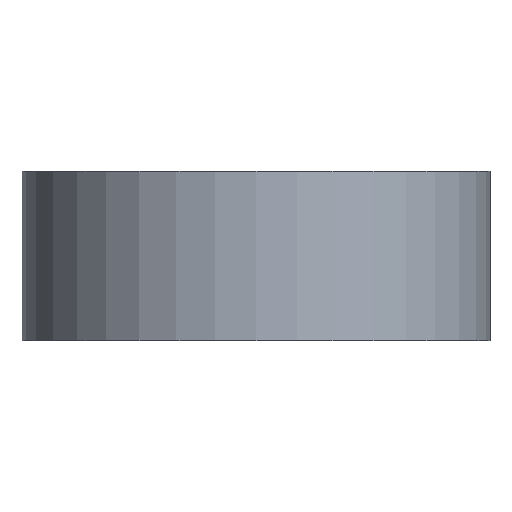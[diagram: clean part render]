
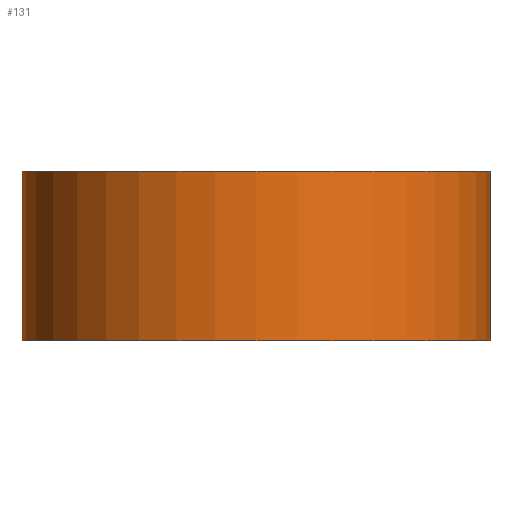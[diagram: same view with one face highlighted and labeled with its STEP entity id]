
A CAD part, front view. The second image highlights one B-rep face of the part: STEP entity #131.
In plain terms, the highlighted cylindrical face has radius 8.75 mm (diameter 17.501 mm), a partial arc.
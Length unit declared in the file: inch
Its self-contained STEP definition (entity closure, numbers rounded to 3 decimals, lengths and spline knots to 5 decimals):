
#2 = CARTESIAN_POINT ( 'NONE',  ( 0.3445, 0., 0.125 ) ) ;
#3 = DIRECTION ( 'NONE',  ( 0., 0., -1. ) ) ;
#15 = EDGE_CURVE ( 'NONE', #162, #219, #97, .T. ) ;
#16 = AXIS2_PLACEMENT_3D ( 'NONE', #96, #117, #100 ) ;
#21 = CARTESIAN_POINT ( 'NONE',  ( -0.3445, 0., 0.125 ) ) ;
#25 = VECTOR ( 'NONE', #74, 39.37008 ) ;
#32 = EDGE_CURVE ( 'NONE', #221, #219, #195, .T. ) ;
#35 = ORIENTED_EDGE ( 'NONE', *, *, #185, .F. ) ;
#37 = AXIS2_PLACEMENT_3D ( 'NONE', #71, #109, #191 ) ;
#39 = ORIENTED_EDGE ( 'NONE', *, *, #215, .T. ) ;
#43 = CARTESIAN_POINT ( 'NONE',  ( -0.3445, 0., 0.125 ) ) ;
#71 = CARTESIAN_POINT ( 'NONE',  ( 0., 0., 0.125 ) ) ;
#74 = DIRECTION ( 'NONE',  ( 0., 0., -1. ) ) ;
#92 = FACE_OUTER_BOUND ( 'NONE', #170, .T. ) ;
#96 = CARTESIAN_POINT ( 'NONE',  ( 0., 0., -0.125 ) ) ;
#97 = LINE ( 'NONE', #2, #177 ) ;
#100 = DIRECTION ( 'NONE',  ( 1., 0., 0. ) ) ;
#104 = AXIS2_PLACEMENT_3D ( 'NONE', #136, #116, #147 ) ;
#105 = CARTESIAN_POINT ( 'NONE',  ( -0.3445, 0., -0.125 ) ) ;
#109 = DIRECTION ( 'NONE',  ( 0., 0., 1. ) ) ;
#113 = ORIENTED_EDGE ( 'NONE', *, *, #15, .F. ) ;
#116 = DIRECTION ( 'NONE',  ( 0., 0., -1. ) ) ;
#117 = DIRECTION ( 'NONE',  ( 0., 0., 1. ) ) ;
#131 = ADVANCED_FACE ( 'NONE', ( #92 ), #135, .T. ) ;
#135 = CYLINDRICAL_SURFACE ( 'NONE', #104, 0.3445 ) ;
#136 = CARTESIAN_POINT ( 'NONE',  ( 0., 0., 0.125 ) ) ;
#147 = DIRECTION ( 'NONE',  ( -1., 0., 0. ) ) ;
#162 = VERTEX_POINT ( 'NONE', #189 ) ;
#170 = EDGE_LOOP ( 'NONE', ( #113, #35, #39, #186 ) ) ;
#177 = VECTOR ( 'NONE', #3, 39.37008 ) ;
#178 = LINE ( 'NONE', #21, #25 ) ;
#185 = EDGE_CURVE ( 'NONE', #217, #162, #220, .T. ) ;
#186 = ORIENTED_EDGE ( 'NONE', *, *, #32, .T. ) ;
#189 = CARTESIAN_POINT ( 'NONE',  ( 0.3445, 0., 0.125 ) ) ;
#191 = DIRECTION ( 'NONE',  ( 1., 0., 0. ) ) ;
#195 = CIRCLE ( 'NONE', #16, 0.3445 ) ;
#208 = CARTESIAN_POINT ( 'NONE',  ( 0.3445, 0., -0.125 ) ) ;
#215 = EDGE_CURVE ( 'NONE', #217, #221, #178, .T. ) ;
#217 = VERTEX_POINT ( 'NONE', #43 ) ;
#219 = VERTEX_POINT ( 'NONE', #208 ) ;
#220 = CIRCLE ( 'NONE', #37, 0.3445 ) ;
#221 = VERTEX_POINT ( 'NONE', #105 ) ;
